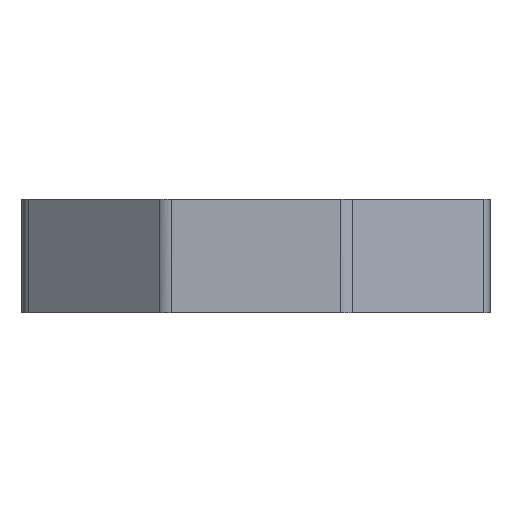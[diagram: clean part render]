
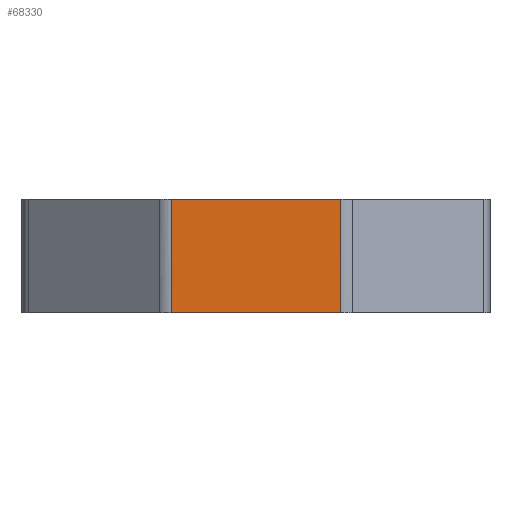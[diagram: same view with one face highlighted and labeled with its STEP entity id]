
A CAD part, front view. The second image highlights one B-rep face of the part: STEP entity #68330.
In plain terms, the highlighted free-form (B-spline) face has degree [1, 1] with [2, 2] control points.
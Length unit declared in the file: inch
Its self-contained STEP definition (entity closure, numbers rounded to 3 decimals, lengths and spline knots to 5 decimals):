
#58930 = CARTESIAN_POINT ('', (13.63963, 4.28193, 6.30046));
#58940 = VERTEX_POINT ('', #58930);
#59030 = CARTESIAN_POINT ('', (23.02578, 4.28193, 6.30046));
#59040 = VERTEX_POINT ('', #59030);
#59050 = CARTESIAN_POINT ('', (13.63963, 4.28193, 6.30046));
#59060 = CARTESIAN_POINT ('', (23.02578, 4.28193, 6.30046));
#59070 = B_SPLINE_CURVE_WITH_KNOTS ('', 1, (#59050, #59060), .UNSPECIFIED., .F., .U., (2, 2), (0.03709, 0.96291), .UNSPECIFIED.);
#59080 = EDGE_CURVE ('', #58940, #59040, #59070, .T.);
#68060 = CARTESIAN_POINT ('', (13.63963, 4.28193, 0.));
#68070 = VERTEX_POINT ('', #68060);
#68080 = CARTESIAN_POINT ('', (13.63963, 4.28193, 0.));
#68090 = CARTESIAN_POINT ('', (13.63963, 4.28193, 6.30046));
#68100 = (
   BOUNDED_CURVE ()
   B_SPLINE_CURVE (1, (#68080, #68090), .UNSPECIFIED., .F., .U.)
   B_SPLINE_CURVE_WITH_KNOTS ((2, 2), (3.15023, 9.45069), .UNSPECIFIED.)
   CURVE ()
   GEOMETRIC_REPRESENTATION_ITEM ()
   RATIONAL_B_SPLINE_CURVE ((1., 1.))
   REPRESENTATION_ITEM ('')
);
#68110 = EDGE_CURVE ('', #68070, #58940, #68100, .T.);
#68120 = ORIENTED_EDGE ('', *, *, #68110, .F.);
#68130 = CARTESIAN_POINT ('', (23.02578, 4.28193, 0.));
#68140 = VERTEX_POINT ('', #68130);
#68150 = CARTESIAN_POINT ('', (13.63963, 4.28193, 0.));
#68160 = CARTESIAN_POINT ('', (23.02578, 4.28193, 0.));
#68170 = B_SPLINE_CURVE_WITH_KNOTS ('', 1, (#68150, #68160), .UNSPECIFIED., .F., .U., (2, 2), (0.03709, 0.96291), .UNSPECIFIED.);
#68180 = EDGE_CURVE ('', #68070, #68140, #68170, .T.);
#68190 = ORIENTED_EDGE ('', *, *, #68180, .T.);
#68200 = CARTESIAN_POINT ('', (23.02578, 4.28193, 0.));
#68210 = CARTESIAN_POINT ('', (23.02578, 4.28193, 6.30046));
#68220 = (
   BOUNDED_CURVE ()
   B_SPLINE_CURVE (1, (#68200, #68210), .UNSPECIFIED., .F., .U.)
   B_SPLINE_CURVE_WITH_KNOTS ((2, 2), (3.15023, 9.45069), .UNSPECIFIED.)
   CURVE ()
   GEOMETRIC_REPRESENTATION_ITEM ()
   RATIONAL_B_SPLINE_CURVE ((1., 1.))
   REPRESENTATION_ITEM ('')
);
#68230 = EDGE_CURVE ('', #68140, #59040, #68220, .T.);
#68240 = ORIENTED_EDGE ('', *, *, #68230, .T.);
#68250 = ORIENTED_EDGE ('', *, *, #59080, .F.);
#68260 = EDGE_LOOP ('', (#68120, #68190, #68240, #68250));
#68270 = FACE_OUTER_BOUND ('', #68260, .T.);
#68280 = CARTESIAN_POINT ('', (13.26365, 4.28193, -0.83005));
#68290 = CARTESIAN_POINT ('', (13.26365, 4.28193, 9.13051));
#68300 = CARTESIAN_POINT ('', (23.40176, 4.28193, -0.83005));
#68310 = CARTESIAN_POINT ('', (23.40176, 4.28193, 9.13051));
#68320 = B_SPLINE_SURFACE_WITH_KNOTS ('', 1, 1, ((#68280, #68290), (#68300, #68310)), .UNSPECIFIED., .F., .F., .U., (2, 2), (2, 2), (30.88288, 41.021), (0., 1.), .UNSPECIFIED.);
#68330 = ADVANCED_FACE ('', (#68270), #68320, .T.);
